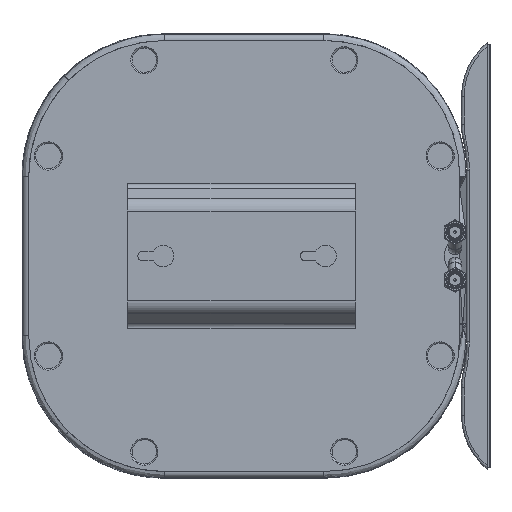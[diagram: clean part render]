
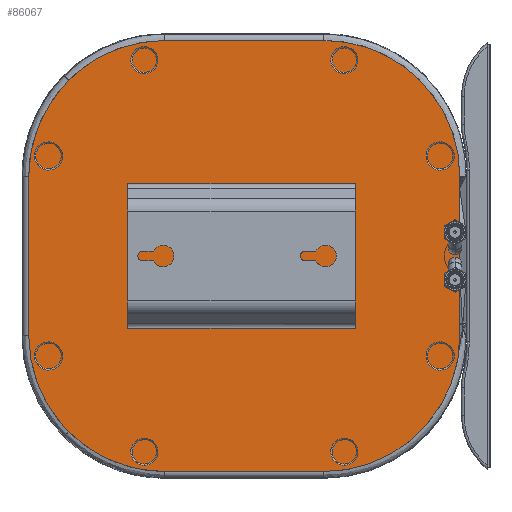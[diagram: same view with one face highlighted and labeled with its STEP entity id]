
A CAD part, left-side view. The second image highlights one B-rep face of the part: STEP entity #86067.
In plain terms, the highlighted planar face has unit normal (-1, 0, 0).
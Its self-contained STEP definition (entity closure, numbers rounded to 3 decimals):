
#377 = EDGE_CURVE ( 'NONE', #145006, #146384, #141567, .T. ) ;
#2429 = DIRECTION ( 'NONE',  ( 0., 0., -1. ) ) ;
#3045 = CARTESIAN_POINT ( 'NONE',  ( -10.918, -29.372, -79.557 ) ) ;
#4288 = CIRCLE ( 'NONE', #94943, 50.185 ) ;
#4334 = LINE ( 'NONE', #3045, #130235 ) ;
#4855 = DIRECTION ( 'NONE',  ( 0., -1., 0. ) ) ;
#7015 = DIRECTION ( 'NONE',  ( 0., 0., -1. ) ) ;
#7541 = CARTESIAN_POINT ( 'NONE',  ( -10.918, -79.557, -29.372 ) ) ;
#13569 = ORIENTED_EDGE ( 'NONE', *, *, #377, .T. ) ;
#15560 = ORIENTED_EDGE ( 'NONE', *, *, #80867, .T. ) ;
#20260 = VERTEX_POINT ( 'NONE', #143904 ) ;
#29014 = EDGE_CURVE ( 'NONE', #105233, #183246, #98320, .T. ) ;
#31338 = AXIS2_PLACEMENT_3D ( 'NONE', #34444, #65210, #90571 ) ;
#32357 = DIRECTION ( 'NONE',  ( 0., 0., -1. ) ) ;
#32459 = CARTESIAN_POINT ( 'NONE',  ( -10.918, 29.372, 79.557 ) ) ;
#32987 = PLANE ( 'NONE',  #55379 ) ;
#34444 = CARTESIAN_POINT ( 'NONE',  ( -10.918, 29.372, -29.372 ) ) ;
#37131 = VERTEX_POINT ( 'NONE', #145264 ) ;
#38288 = ORIENTED_EDGE ( 'NONE', *, *, #59039, .T. ) ;
#38994 = VERTEX_POINT ( 'NONE', #98814 ) ;
#40761 = LINE ( 'NONE', #42902, #56351 ) ;
#42538 = CARTESIAN_POINT ( 'NONE',  ( -10.918, 29.372, 29.372 ) ) ;
#42902 = CARTESIAN_POINT ( 'NONE',  ( -10.918, 79.557, -29.372 ) ) ;
#48390 = CARTESIAN_POINT ( 'NONE',  ( -10.918, 79.557, 29.372 ) ) ;
#55379 = AXIS2_PLACEMENT_3D ( 'NONE', #148391, #178598, #176774 ) ;
#56171 = CIRCLE ( 'NONE', #142551, 50.185 ) ;
#56180 = CARTESIAN_POINT ( 'NONE',  ( -10.918, -79.557, 29.372 ) ) ;
#56351 = VECTOR ( 'NONE', #32357, 1000. ) ;
#59039 = EDGE_CURVE ( 'NONE', #37131, #20260, #111414, .T. ) ;
#65210 = DIRECTION ( 'NONE',  ( -1., 0., 0. ) ) ;
#74944 = CARTESIAN_POINT ( 'NONE',  ( -10.918, -29.372, 29.372 ) ) ;
#76737 = CARTESIAN_POINT ( 'NONE',  ( -10.918, -29.372, -29.372 ) ) ;
#76941 = FACE_OUTER_BOUND ( 'NONE', #147677, .T. ) ;
#78139 = ORIENTED_EDGE ( 'NONE', *, *, #110709, .T. ) ;
#80867 = EDGE_CURVE ( 'NONE', #183246, #38994, #4334, .T. ) ;
#86067 = ADVANCED_FACE ( 'NONE', ( #76941 ), #32987, .F. ) ;
#87914 = DIRECTION ( 'NONE',  ( -1., 0., 0. ) ) ;
#87994 = DIRECTION ( 'NONE',  ( 0., 1., 0. ) ) ;
#88118 = VERTEX_POINT ( 'NONE', #48390 ) ;
#90571 = DIRECTION ( 'NONE',  ( 0., 0., -1. ) ) ;
#94943 = AXIS2_PLACEMENT_3D ( 'NONE', #74944, #87914, #158287 ) ;
#97619 = CARTESIAN_POINT ( 'NONE',  ( -10.918, -79.557, 29.372 ) ) ;
#98320 = CIRCLE ( 'NONE', #31338, 50.185 ) ;
#98330 = ORIENTED_EDGE ( 'NONE', *, *, #153602, .T. ) ;
#98814 = CARTESIAN_POINT ( 'NONE',  ( -10.918, -29.372, -79.557 ) ) ;
#101444 = ORIENTED_EDGE ( 'NONE', *, *, #29014, .T. ) ;
#101738 = VECTOR ( 'NONE', #154391, 1000. ) ;
#102456 = ORIENTED_EDGE ( 'NONE', *, *, #165988, .T. ) ;
#105233 = VERTEX_POINT ( 'NONE', #124390 ) ;
#105716 = AXIS2_PLACEMENT_3D ( 'NONE', #42538, #141298, #2429 ) ;
#110709 = EDGE_CURVE ( 'NONE', #20260, #88118, #143519, .T. ) ;
#111414 = LINE ( 'NONE', #32459, #113557 ) ;
#113557 = VECTOR ( 'NONE', #87994, 1000. ) ;
#114557 = CARTESIAN_POINT ( 'NONE',  ( -10.918, 29.372, -79.557 ) ) ;
#124390 = CARTESIAN_POINT ( 'NONE',  ( -10.918, 79.557, -29.372 ) ) ;
#130235 = VECTOR ( 'NONE', #4855, 1000. ) ;
#141298 = DIRECTION ( 'NONE',  ( -1., 0., 0. ) ) ;
#141567 = LINE ( 'NONE', #97619, #101738 ) ;
#142551 = AXIS2_PLACEMENT_3D ( 'NONE', #76737, #148913, #7015 ) ;
#143519 = CIRCLE ( 'NONE', #105716, 50.185 ) ;
#143904 = CARTESIAN_POINT ( 'NONE',  ( -10.918, 29.372, 79.557 ) ) ;
#145006 = VERTEX_POINT ( 'NONE', #7541 ) ;
#145264 = CARTESIAN_POINT ( 'NONE',  ( -10.918, -29.372, 79.557 ) ) ;
#146384 = VERTEX_POINT ( 'NONE', #56180 ) ;
#147677 = EDGE_LOOP ( 'NONE', ( #102456, #13569, #98330, #38288, #78139, #168493, #101444, #15560 ) ) ;
#148391 = CARTESIAN_POINT ( 'NONE',  ( -10.918, -29.372, -29.372 ) ) ;
#148913 = DIRECTION ( 'NONE',  ( -1., 0., 0. ) ) ;
#153602 = EDGE_CURVE ( 'NONE', #146384, #37131, #4288, .T. ) ;
#154391 = DIRECTION ( 'NONE',  ( 0., 0., 1. ) ) ;
#158287 = DIRECTION ( 'NONE',  ( 0., 0., -1. ) ) ;
#165844 = EDGE_CURVE ( 'NONE', #88118, #105233, #40761, .T. ) ;
#165988 = EDGE_CURVE ( 'NONE', #38994, #145006, #56171, .T. ) ;
#168493 = ORIENTED_EDGE ( 'NONE', *, *, #165844, .T. ) ;
#176774 = DIRECTION ( 'NONE',  ( 0., 0., -1. ) ) ;
#178598 = DIRECTION ( 'NONE',  ( 1., 0., 0. ) ) ;
#183246 = VERTEX_POINT ( 'NONE', #114557 ) ;
